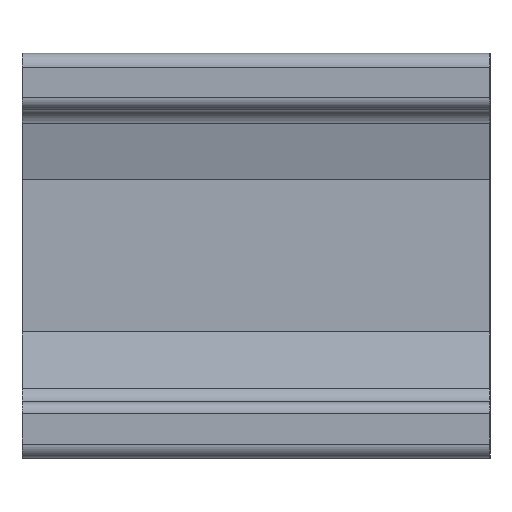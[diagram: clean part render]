
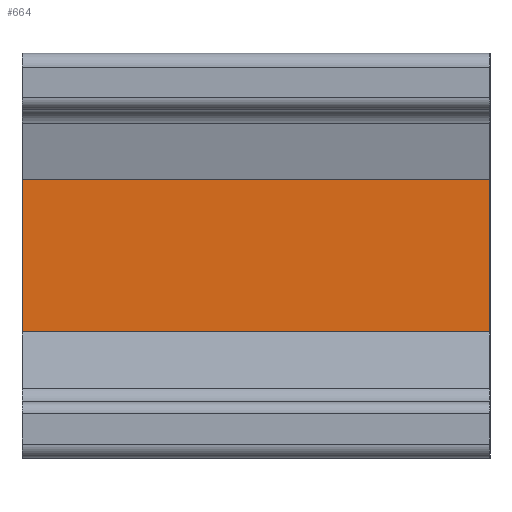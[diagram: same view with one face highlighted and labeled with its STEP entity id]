
A CAD part, top view. The second image highlights one B-rep face of the part: STEP entity #664.
In plain terms, the highlighted planar face has unit normal (0, 0, 1).
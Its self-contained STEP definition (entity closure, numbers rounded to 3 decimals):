
#288=CARTESIAN_POINT('',(0.0,27.,7.));
#289=VERTEX_POINT('',#288);
#296=CARTESIAN_POINT('',(0.0,59.5,7.));
#297=VERTEX_POINT('',#296);
#298=CARTESIAN_POINT('',(0.0,59.5,7.));
#299=DIRECTION('',(0.0,-1.0,0.0));
#300=VECTOR('',#299,32.5);
#301=LINE('',#298,#300);
#302=EDGE_CURVE('',#297,#289,#301,.T.);
#622=CARTESIAN_POINT('',(100.0,27.,7.));
#623=VERTEX_POINT('',#622);
#630=CARTESIAN_POINT('',(0.0,27.,7.));
#631=DIRECTION('',(1.0,0.0,0.0));
#632=VECTOR('',#631,100.0);
#633=LINE('',#630,#632);
#634=EDGE_CURVE('',#289,#623,#633,.T.);
#641=CARTESIAN_POINT('',(0.0,27.,7.));
#642=DIRECTION('',(0.0,0.0,1.0));
#643=DIRECTION('',(1.0,0.0,0.0));
#644=AXIS2_PLACEMENT_3D('',#641,#642,#643);
#645=PLANE('',#644);
#646=CARTESIAN_POINT('',(100.0,59.5,7.));
#647=VERTEX_POINT('',#646);
#648=CARTESIAN_POINT('',(100.0,27.,7.));
#649=DIRECTION('',(0.0,1.0,0.0));
#650=VECTOR('',#649,32.5);
#651=LINE('',#648,#650);
#652=EDGE_CURVE('',#623,#647,#651,.T.);
#653=ORIENTED_EDGE('',*,*,#652,.T.);
#654=CARTESIAN_POINT('',(0.0,59.5,7.));
#655=DIRECTION('',(1.0,0.0,0.0));
#656=VECTOR('',#655,100.0);
#657=LINE('',#654,#656);
#658=EDGE_CURVE('',#297,#647,#657,.T.);
#659=ORIENTED_EDGE('',*,*,#658,.F.);
#660=ORIENTED_EDGE('',*,*,#302,.T.);
#661=ORIENTED_EDGE('',*,*,#634,.T.);
#662=EDGE_LOOP('',(#653,#659,#660,#661));
#663=FACE_OUTER_BOUND('',#662,.T.);
#664=ADVANCED_FACE('',(#663),#645,.T.);
